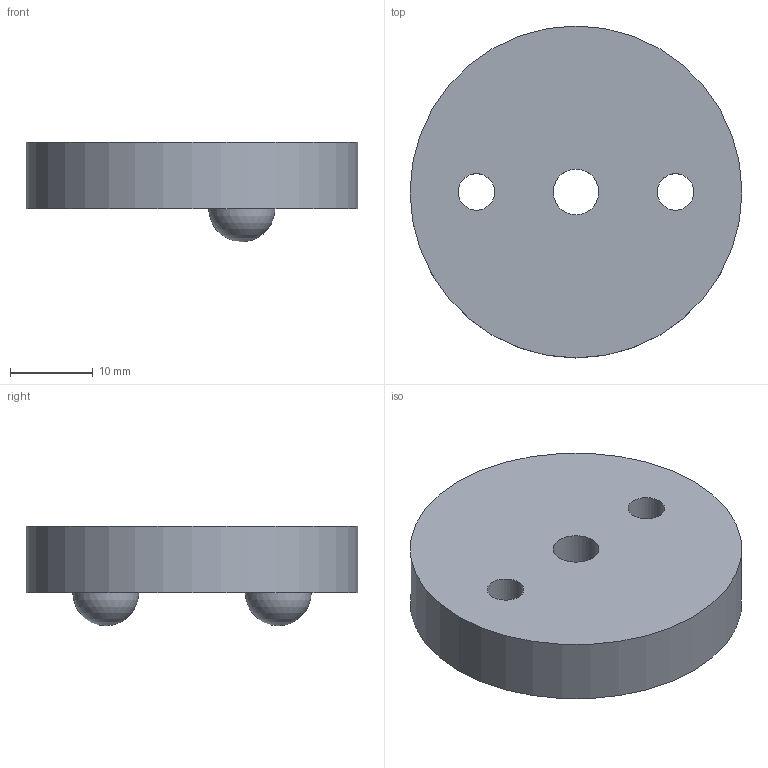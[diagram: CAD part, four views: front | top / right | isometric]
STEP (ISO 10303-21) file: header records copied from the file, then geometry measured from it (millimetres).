
FILE_DESCRIPTION(('FreeCAD Model'),'2;1');
FILE_NAME('Open CASCADE Shape Model','2021-08-13T11:18:53',('Author'),( ''),'Open CASCADE STEP processor 7.4','FreeCAD','Unknown');
FILE_SCHEMA(('AUTOMOTIVE_DESIGN_CC2 { 1 2 10303 214 -1 1 5 4 }'));
Length unit declared in the file: millimetre
Products named in the file (1): TiltPlate
Bounding box: 40 x 40 x 12 mm (x, y, z)
Volume: 9640.3 mm3; surface area: 3961.9 mm2
Topology: 1 solids, 1 shells, 22 faces, 54 edges, 36 vertices
Faces by surface type: plane 16, cylinder 4, sphere 2
Full cylindrical faces by diameter (mm): 4.4 x2, 5.5 x1, 40 x1
Entity records: 1356 total; most frequent: CARTESIAN_POINT 227, DIRECTION 212, LINE 134, VECTOR 134, ORIENTED_EDGE 104, PCURVE 104, DEFINITIONAL_REPRESENTATION 104, EDGE_CURVE 52
